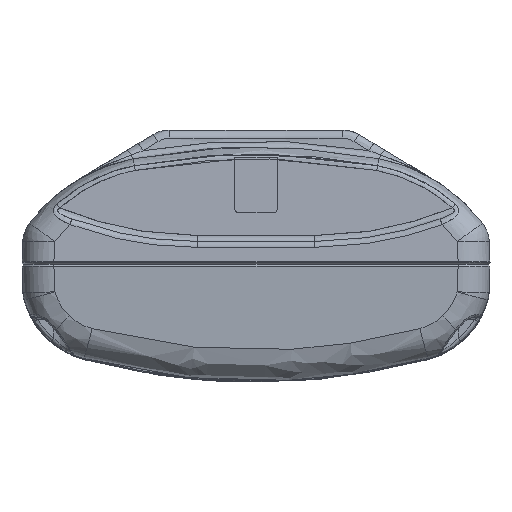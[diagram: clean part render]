
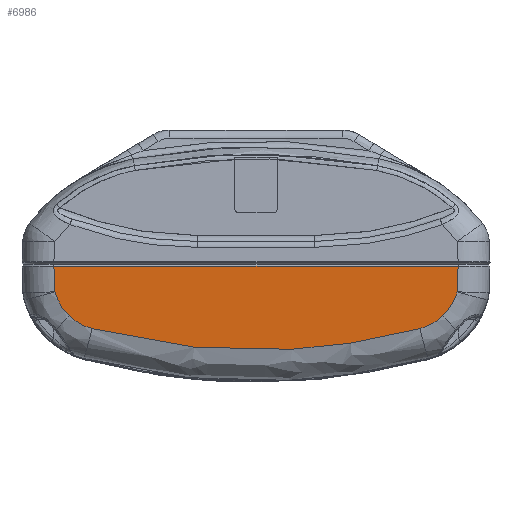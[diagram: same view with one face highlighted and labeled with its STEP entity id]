
A CAD part, top view. The second image highlights one B-rep face of the part: STEP entity #6986.
In plain terms, the highlighted planar face has unit normal (0, -0.035, 0.999).
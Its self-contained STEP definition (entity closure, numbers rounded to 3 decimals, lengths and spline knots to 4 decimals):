
#4322=DIRECTION('',(1.,0.,0.));
#4323=VECTOR('',#4322,7.4783);
#4324=CARTESIAN_POINT('',(-3.7391,-0.0393,
6.8884));
#4325=LINE('',#4324,#4323);
#4326=DIRECTION('',(0.035,0.999,0.035));
#4327=VECTOR('',#4326,0.4755);
#4328=CARTESIAN_POINT('',(3.7226,-0.5142,
6.8718));
#4329=LINE('',#4328,#4327);
#4330=CARTESIAN_POINT('',(3.4559,-0.9571,
6.8563));
#4331=CARTESIAN_POINT('',(3.4972,-0.9176,
6.8577));
#4332=CARTESIAN_POINT('',(3.5729,-0.8318,
6.8607));
#4333=CARTESIAN_POINT('',(3.6643,-0.6808,
6.866));
#4334=CARTESIAN_POINT('',(3.7063,-0.5716,
6.8698));
#4335=CARTESIAN_POINT('',(3.7226,-0.5142,
6.8718));
#4337=CARTESIAN_POINT('',(3.0302,-1.1966,6.848));
#4338=CARTESIAN_POINT('',(3.0864,-1.1816,6.8485));
#4339=CARTESIAN_POINT('',(3.1926,-1.1428,6.8499));
#4340=CARTESIAN_POINT('',(3.3385,-1.0588,6.8528));
#4341=CARTESIAN_POINT('',(3.4184,-0.9929,
6.8551));
#4342=CARTESIAN_POINT('',(3.4559,-0.9571,
6.8563));
#4344=CARTESIAN_POINT('',(-3.0302,-1.1966,
6.848));
#4345=CARTESIAN_POINT('',(-2.8346,-1.249,
6.8461));
#4346=CARTESIAN_POINT('',(-2.452,-1.3405,
6.843));
#4347=CARTESIAN_POINT('',(-1.9181,-1.4414,
6.8394));
#4348=CARTESIAN_POINT('',(-1.3892,-1.5167,
6.8368));
#4349=CARTESIAN_POINT('',(-0.87,-1.5669,
6.835));
#4350=CARTESIAN_POINT('',(-0.3546,-1.5938,
6.8341));
#4351=CARTESIAN_POINT('',(0.1598,-1.5981,
6.834));
#4352=CARTESIAN_POINT('',(0.6806,-1.5795,
6.8346));
#4353=CARTESIAN_POINT('',(1.2035,-1.5375,6.8361));
#4354=CARTESIAN_POINT('',(1.7528,-1.4683,6.8385));
#4355=CARTESIAN_POINT('',(2.3498,-1.3633,6.8422));
#4356=CARTESIAN_POINT('',(2.7967,-1.2592,6.8458));
#4357=CARTESIAN_POINT('',(3.0302,-1.1966,6.848));
#4359=CARTESIAN_POINT('',(-3.4559,-0.9571,
6.8563));
#4360=CARTESIAN_POINT('',(-3.416,-0.9953,
6.855));
#4361=CARTESIAN_POINT('',(-3.3318,-1.0635,
6.8526));
#4362=CARTESIAN_POINT('',(-3.186,-1.1456,
6.8498));
#4363=CARTESIAN_POINT('',(-3.0835,-1.1824,
6.8485));
#4364=CARTESIAN_POINT('',(-3.0302,-1.1966,
6.848));
#4366=CARTESIAN_POINT('',(-3.7226,-0.5142,
6.8718));
#4367=CARTESIAN_POINT('',(-3.7062,-0.5721,
6.8698));
#4368=CARTESIAN_POINT('',(-3.6637,-0.6819,
6.866));
#4369=CARTESIAN_POINT('',(-3.5742,-0.8298,
6.8608));
#4370=CARTESIAN_POINT('',(-3.4979,-0.9169,
6.8577));
#4371=CARTESIAN_POINT('',(-3.4559,-0.9571,
6.8563));
#4373=DIRECTION('',(0.035,-0.999,-0.035));
#4374=VECTOR('',#4373,0.4755);
#4375=CARTESIAN_POINT('',(-3.7391,-0.0393,
6.8884));
#4376=LINE('',#4375,#4374);
#4575=CARTESIAN_POINT('',(-3.7391,-0.0393,
6.8884));
#5763=VERTEX_POINT('',#4337);
#5764=VERTEX_POINT('',#4342);
#5765=VERTEX_POINT('',#4344);
#5768=VERTEX_POINT('',#4359);
#5769=VERTEX_POINT('',#4366);
#5786=VERTEX_POINT('',#4335);
#5842=VERTEX_POINT('',#4575);
#5845=CARTESIAN_POINT('',(3.7391,-0.0393,
6.8884));
#5846=VERTEX_POINT('',#5845);
#6966=CARTESIAN_POINT('',(-4.5277,0.,6.8898));
#6967=DIRECTION('',(0.,0.035,-0.999));
#6968=DIRECTION('',(-1.,0.,0.));
#6969=AXIS2_PLACEMENT_3D('',#6966,#6967,#6968);
#6970=PLANE('',#6969);
#6972=ORIENTED_EDGE('',*,*,#6971,.T.);
#6974=ORIENTED_EDGE('',*,*,#6973,.F.);
#6975=ORIENTED_EDGE('',*,*,#6573,.F.);
#6976=ORIENTED_EDGE('',*,*,#6886,.F.);
#6977=ORIENTED_EDGE('',*,*,#6957,.F.);
#6979=ORIENTED_EDGE('',*,*,#6978,.F.);
#6981=ORIENTED_EDGE('',*,*,#6980,.F.);
#6983=ORIENTED_EDGE('',*,*,#6982,.F.);
#6984=EDGE_LOOP('',(#6972,#6974,#6975,#6976,#6977,#6979,#6981,#6983));
#6985=FACE_OUTER_BOUND('',#6984,.F.);
#6986=ADVANCED_FACE('',(#6985),#6970,.F.);
#4336=B_SPLINE_CURVE_WITH_KNOTS('',3,(#4330,#4331,#4332,#4333,#4334,#4335),
.UNSPECIFIED.,.F.,.F.,(4,1,1,4),(0.,0.3333,0.6667,1.),
.UNSPECIFIED.);
#4343=B_SPLINE_CURVE_WITH_KNOTS('',3,(#4337,#4338,#4339,#4340,#4341,#4342),
.UNSPECIFIED.,.F.,.F.,(4,1,1,4),(0.,0.3333,0.6667,1.),
.UNSPECIFIED.);
#4358=B_SPLINE_CURVE_WITH_KNOTS('',3,(#4344,#4345,#4346,#4347,#4348,#4349,#4350,
#4351,#4352,#4353,#4354,#4355,#4356,#4357),.UNSPECIFIED.,.F.,.F.,(4,1,1,1,1,1,1,
1,1,1,1,4),(0.,0.0909,0.1818,0.2727,
0.3636,0.4545,0.5455,0.6364,
0.7273,0.8182,0.9091,1.),.UNSPECIFIED.);
#4365=B_SPLINE_CURVE_WITH_KNOTS('',3,(#4359,#4360,#4361,#4362,#4363,#4364),
.UNSPECIFIED.,.F.,.F.,(4,1,1,4),(0.,0.3333,0.6667,1.),
.UNSPECIFIED.);
#4372=B_SPLINE_CURVE_WITH_KNOTS('',3,(#4366,#4367,#4368,#4369,#4370,#4371),
.UNSPECIFIED.,.F.,.F.,(4,1,1,4),(0.,0.3333,0.6667,1.),
.UNSPECIFIED.);
#6573=EDGE_CURVE('',#5764,#5786,#4336,.T.);
#6886=EDGE_CURVE('',#5763,#5764,#4343,.T.);
#6957=EDGE_CURVE('',#5765,#5763,#4358,.T.);
#6971=EDGE_CURVE('',#5842,#5846,#4325,.T.);
#6973=EDGE_CURVE('',#5786,#5846,#4329,.T.);
#6978=EDGE_CURVE('',#5768,#5765,#4365,.T.);
#6980=EDGE_CURVE('',#5769,#5768,#4372,.T.);
#6982=EDGE_CURVE('',#5842,#5769,#4376,.T.);
